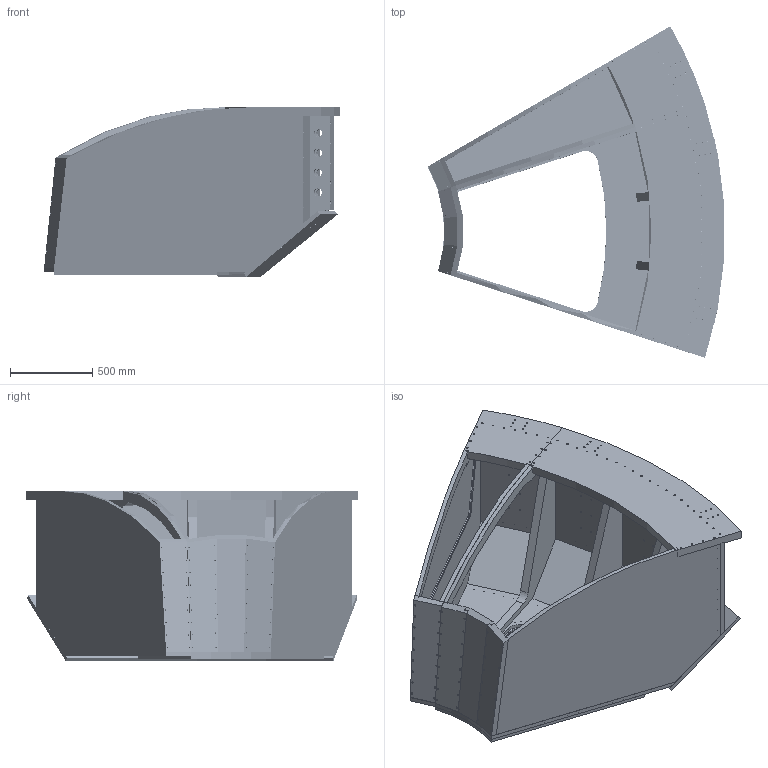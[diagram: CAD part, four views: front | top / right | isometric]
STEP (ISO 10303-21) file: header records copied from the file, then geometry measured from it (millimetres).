
FILE_DESCRIPTION(/* description */ ('','CAx-IF Rec.Pracs.---Representation and Presentation of Product Manufacturing Information (PMI)---3.8---2014-02-18'),/* implementation_level */ '2;1');
FILE_NAME(/* name */ 'SP-10-01-00.stp',/* time_stamp */ '2019-07-23T14:30:25-04:00',/* author */ ('Gary'),/* organization */ (''),/* preprocessor_version */ 'ST-DEVELOPER v16.13',/* originating_system */ 'Autodesk Inventor 2018',/* authorisation */ '');
FILE_SCHEMA (('AP242_MANAGED_MODEL_BASED_3D_ENGINEERING_MIM_LF { 1 0 10303 442 1 1 4 }'));
Length unit declared in the file: inch
Products named in the file (18): SP-10-01-00; SP-10-01-09; SP-10-01-01; SP-10-01-02; SP-10-01-03; SP-10-01-05; SP-10-01-04; Duke SP-10-01-07; SP-10-01-06; SP-10-01-10; SP-10-01-12; SP-10-01-13; SP-10-01-15; SP-10-01-08; SP-10-01-14; SP-10-01-18; SP-10-01-19; SP-10-02-01
Assembly tree (31 placements, depth 2):
  SP-10-01-00
    SP-10-01-09
    SP-10-01-01
    SP-10-01-02
    SP-10-01-03
    SP-10-01-05
    SP-10-01-04
    Duke SP-10-01-07
    SP-10-01-06
    SP-10-01-10
    SP-10-01-12  x4
    SP-10-01-13  x4
    SP-10-01-15
    SP-10-01-08  x2
    SP-10-01-14
    SP-10-01-18  x6
    SP-10-01-19  x3
    SP-10-02-01
Bounding box: 1801.55 x 2012.32 x 1029.43 mm (x, y, z)
Volume: 240661497.1 mm3; surface area: 20425136.4 mm2
Topology: 31 solids, 31 shells, 2158 faces, 6165 edges, 4125 vertices
Faces by surface type: cylinder 1299, cone 512, plane 321, torus 26
Full cylindrical faces by diameter (mm): 4.978 x30, 6.401 x35, 6.756 x30, 6.782 x405, 7.798 x58, 8.433 x517, 10.084 x60, 11.125 x30, 15.875 x30, 50.8 x24
Entity records: 42651 total; most frequent: DIRECTION 8032, CARTESIAN_POINT 6755, ORIENTED_EDGE 4752, AXIS2_PLACEMENT_3D 3855, EDGE_LOOP 3680, EDGE_CURVE 2376, FACE_BOUND 2143, VERTEX_POINT 2132
